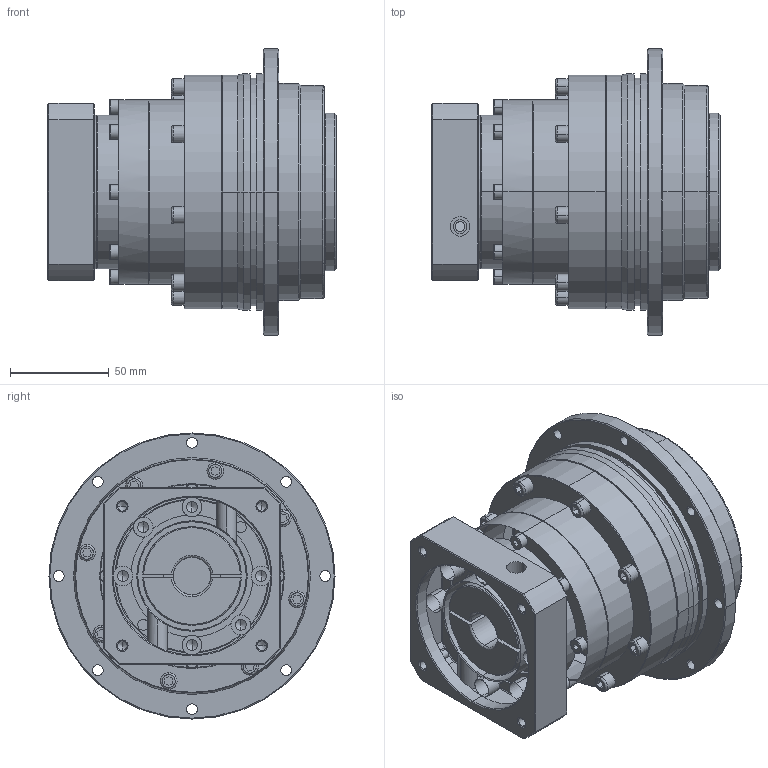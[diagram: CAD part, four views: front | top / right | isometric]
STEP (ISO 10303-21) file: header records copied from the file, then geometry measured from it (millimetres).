
FILE_DESCRIPTION (( 'STEP AP214' ), '1' );
FILE_NAME ('SD110-L2-19-80-100M6.STEP', '2022-02-19T09:18:59', ( 'admin' ), ( '' ), 'SwSTEP 2.0', 'SolidWorks 2013', '' );
FILE_SCHEMA (( 'AUTOMOTIVE_DESIGN' ));
Length unit declared in the file: millimetre
Products named in the file (4): SD110-L1; PB090-80-100M6; PB115-L2; SD110-L2-19-80-100M6
Assembly tree (3 placements, depth 2):
  SD110-L2-19-80-100M6
    PB115-L2
    PB090-80-100M6
    SD110-L1
Bounding box: 146 x 145 x 145 mm (x, y, z)
Volume: 1190840.3 mm3; surface area: 147034.9 mm2
Topology: 3 solids, 3 shells, 634 faces, 1533 edges, 931 vertices
Faces by surface type: cylinder 239, plane 196, cone 156, bspline 43
Entity records: 26301 total; most frequent: CARTESIAN_POINT 4440, DIRECTION 3249, ORIENTED_EDGE 2930, EDGE_CURVE 1465, AXIS2_PLACEMENT_3D 1268, VERTEX_POINT 929, EDGE_LOOP 768, LINE 713
